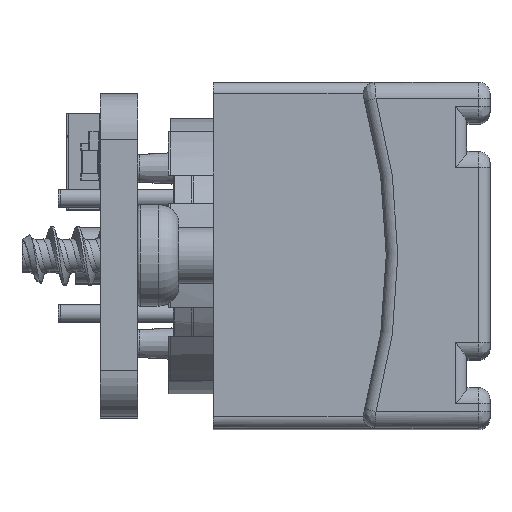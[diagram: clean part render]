
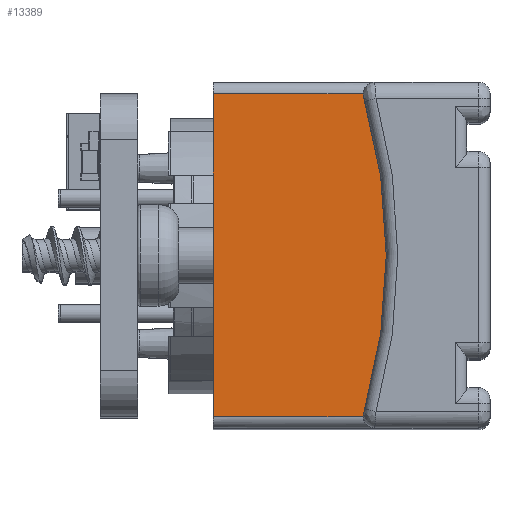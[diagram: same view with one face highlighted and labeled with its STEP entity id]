
A CAD part, top view. The second image highlights one B-rep face of the part: STEP entity #13389.
In plain terms, the highlighted planar face has unit normal (0, 0, 1).
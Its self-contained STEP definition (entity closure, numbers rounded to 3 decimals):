
#816=PLANE('',#14787);
#1777=FACE_OUTER_BOUND('',#2580,.T.);
#2580=EDGE_LOOP('',(#12391,#12392,#12393,#12394,#12395,#12396));
#3416=LINE('',#25643,#4590);
#3421=LINE('',#25757,#4595);
#3659=LINE('',#27149,#4833);
#4590=VECTOR('',#17205,10.);
#4595=VECTOR('',#17242,10.);
#4833=VECTOR('',#18256,10.);
#5217=CIRCLE('',#14304,0.5);
#5223=CIRCLE('',#14313,0.5);
#5225=CIRCLE('',#14317,24.5);
#6326=VERTEX_POINT('',#25641);
#6327=VERTEX_POINT('',#25642);
#6329=VERTEX_POINT('',#25649);
#6336=VERTEX_POINT('',#25745);
#6338=VERTEX_POINT('',#25749);
#6340=VERTEX_POINT('',#25755);
#7980=EDGE_CURVE('',#6326,#6327,#3416,.T.);
#7985=EDGE_CURVE('',#6329,#6326,#5217,.T.);
#7998=EDGE_CURVE('',#6338,#6336,#5223,.T.);
#8001=EDGE_CURVE('',#6340,#6338,#3421,.T.);
#8002=EDGE_CURVE('',#6329,#6336,#5225,.T.);
#8480=EDGE_CURVE('',#6327,#6340,#3659,.T.);
#12391=ORIENTED_EDGE('',*,*,#7980,.F.);
#12392=ORIENTED_EDGE('',*,*,#7985,.F.);
#12393=ORIENTED_EDGE('',*,*,#8002,.T.);
#12394=ORIENTED_EDGE('',*,*,#7998,.F.);
#12395=ORIENTED_EDGE('',*,*,#8001,.F.);
#12396=ORIENTED_EDGE('',*,*,#8480,.F.);
#13389=ADVANCED_FACE('',(#1777),#816,.T.);
#14304=AXIS2_PLACEMENT_3D('',#25651,#17215,#17216);
#14313=AXIS2_PLACEMENT_3D('',#25751,#17235,#17236);
#14317=AXIS2_PLACEMENT_3D('',#25759,#17245,#17246);
#14787=AXIS2_PLACEMENT_3D('',#27409,#18519,#18520);
#17205=DIRECTION('',(-1.,0.,0.));
#17215=DIRECTION('center_axis',(0.,0.,1.));
#17216=DIRECTION('ref_axis',(-0.8,-0.6,0.));
#17235=DIRECTION('center_axis',(0.,0.,1.));
#17236=DIRECTION('ref_axis',(-0.8,0.6,0.));
#17242=DIRECTION('',(1.,0.,0.));
#17245=DIRECTION('center_axis',(0.,0.,1.));
#17246=DIRECTION('ref_axis',(0.94,0.341,0.));
#18256=DIRECTION('',(0.,1.,0.));
#18519=DIRECTION('center_axis',(0.,0.,1.));
#18520=DIRECTION('ref_axis',(0.,-1.,0.));
#25641=CARTESIAN_POINT('',(23.5,-7.,120.));
#25642=CARTESIAN_POINT('',(17.,-7.,120.));
#25643=CARTESIAN_POINT('',(23.,-7.,120.));
#25649=CARTESIAN_POINT('',(23.52,-6.86,120.));
#25651=CARTESIAN_POINT('Origin',(24.,-7.,120.));
#25745=CARTESIAN_POINT('',(23.52,6.86,120.));
#25749=CARTESIAN_POINT('',(23.5,7.,120.));
#25751=CARTESIAN_POINT('Origin',(24.,7.,120.));
#25755=CARTESIAN_POINT('',(17.,7.,120.));
#25757=CARTESIAN_POINT('',(23.,7.,120.));
#25759=CARTESIAN_POINT('Origin',(0.,0.,120.));
#27149=CARTESIAN_POINT('',(17.,-7.5,120.));
#27409=CARTESIAN_POINT('Origin',(23.,7.5,120.));
